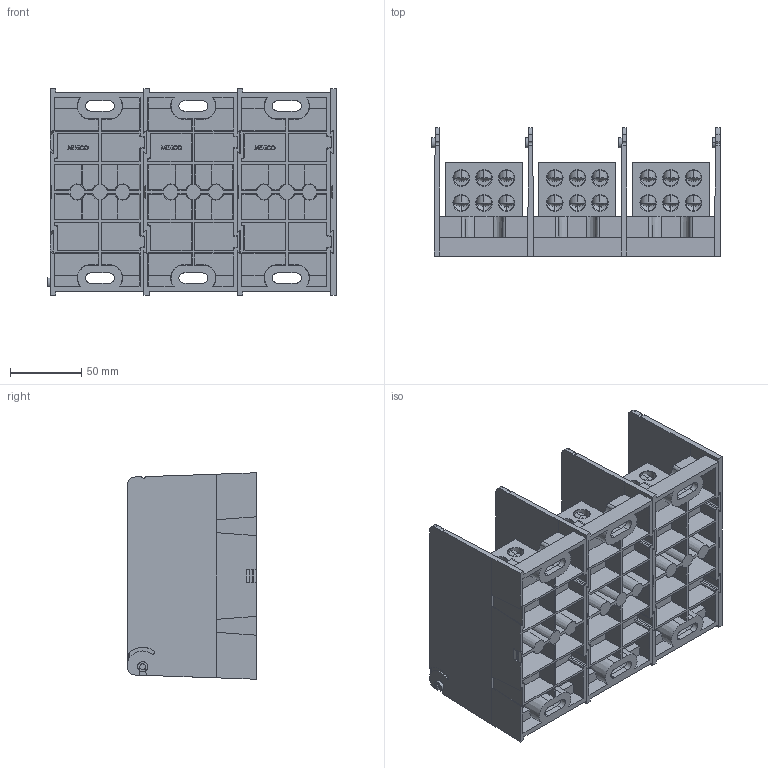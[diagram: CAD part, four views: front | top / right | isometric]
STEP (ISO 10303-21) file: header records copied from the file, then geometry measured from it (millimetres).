
FILE_DESCRIPTION (( 'STEP AP214' ), '1' );
FILE_NAME ('701918_3p_rev-.STEP', '2013-08-27T11:46:54', ( '' ), ( '' ), 'SwSTEP 2.0', 'SolidWorks 2013', '' );
FILE_SCHEMA (( 'AUTOMOTIVE_DESIGN' ));
Length unit declared in the file: inch
Products named in the file (1): 701918_3p_rev-
Bounding box: 202.31 x 90.17 x 144.78 mm (x, y, z)
Volume: 715172.4 mm3; surface area: 388378.6 mm2
Topology: 37 solids, 37 shells, 2719 faces, 6823 edges, 4301 vertices
Faces by surface type: plane 1057, cylinder 771, cone 744, torus 72, bspline 63, sphere 12
Entity records: 132132 total; most frequent: CARTESIAN_POINT 33929, ORIENTED_EDGE 13610, DIRECTION 12227, EDGE_CURVE 6805, VERTEX_POINT 4301, AXIS2_PLACEMENT_3D 4179, LINE 3869, VECTOR 3869
